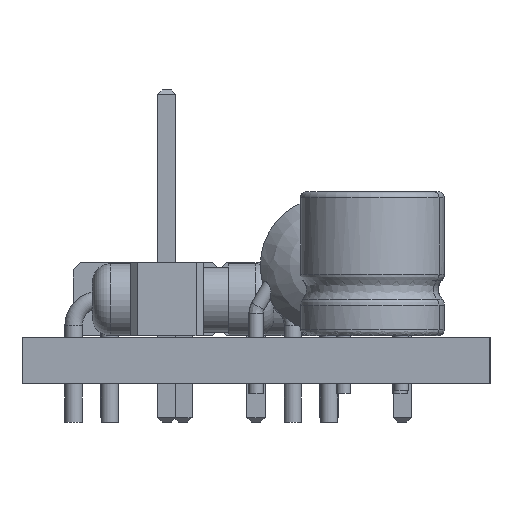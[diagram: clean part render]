
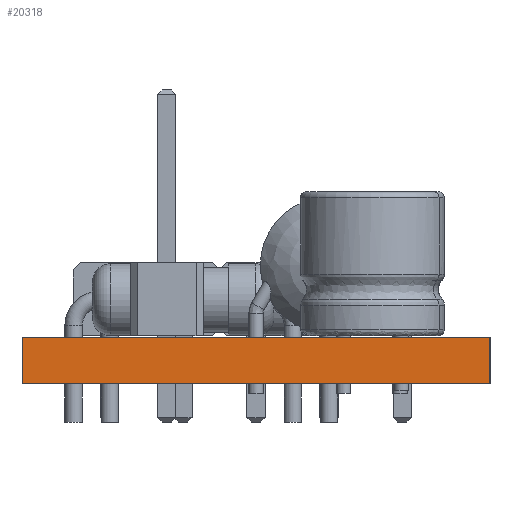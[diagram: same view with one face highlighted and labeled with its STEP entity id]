
A CAD part, left-side view. The second image highlights one B-rep face of the part: STEP entity #20318.
In plain terms, the highlighted planar face has unit normal (-1, 0, 0).
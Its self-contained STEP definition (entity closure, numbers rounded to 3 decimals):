
#20202 = EDGE_CURVE('',#20203,#20205,#20207,.T.);
#20203 = VERTEX_POINT('',#20204);
#20204 = CARTESIAN_POINT('',(84.836,-88.392,0.));
#20205 = VERTEX_POINT('',#20206);
#20206 = CARTESIAN_POINT('',(84.836,-88.392,1.6));
#20207 = SURFACE_CURVE('',#20208,(#20212,#20224),.PCURVE_S1.);
#20208 = LINE('',#20209,#20210);
#20209 = CARTESIAN_POINT('',(84.836,-88.392,0.));
#20210 = VECTOR('',#20211,1.);
#20211 = DIRECTION('',(0.,0.,1.));
#20212 = PCURVE('',#20213,#20218);
#20213 = PLANE('',#20214);
#20214 = AXIS2_PLACEMENT_3D('',#20215,#20216,#20217);
#20215 = CARTESIAN_POINT('',(84.836,-88.392,0.));
#20216 = DIRECTION('',(0.,1.,0.));
#20217 = DIRECTION('',(1.,0.,0.));
#20218 = DEFINITIONAL_REPRESENTATION('',(#20219),#20223);
#20219 = LINE('',#20220,#20221);
#20220 = CARTESIAN_POINT('',(0.,0.));
#20221 = VECTOR('',#20222,1.);
#20222 = DIRECTION('',(0.,-1.));
#20223 = ( GEOMETRIC_REPRESENTATION_CONTEXT(2) 
PARAMETRIC_REPRESENTATION_CONTEXT() REPRESENTATION_CONTEXT('2D SPACE',''
  ) );
#20224 = PCURVE('',#20225,#20230);
#20225 = PLANE('',#20226);
#20226 = AXIS2_PLACEMENT_3D('',#20227,#20228,#20229);
#20227 = CARTESIAN_POINT('',(84.836,-104.648,0.));
#20228 = DIRECTION('',(-1.,0.,0.));
#20229 = DIRECTION('',(0.,1.,0.));
#20230 = DEFINITIONAL_REPRESENTATION('',(#20231),#20235);
#20231 = LINE('',#20232,#20233);
#20232 = CARTESIAN_POINT('',(16.256,0.));
#20233 = VECTOR('',#20234,1.);
#20234 = DIRECTION('',(0.,-1.));
#20235 = ( GEOMETRIC_REPRESENTATION_CONTEXT(2) 
PARAMETRIC_REPRESENTATION_CONTEXT() REPRESENTATION_CONTEXT('2D SPACE',''
  ) );
#20253 = PLANE('',#20254);
#20254 = AXIS2_PLACEMENT_3D('',#20255,#20256,#20257);
#20255 = CARTESIAN_POINT('',(104.648,-96.52,1.6));
#20256 = DIRECTION('',(0.,0.,-1.));
#20257 = DIRECTION('',(-1.,0.,0.));
#20307 = PLANE('',#20308);
#20308 = AXIS2_PLACEMENT_3D('',#20309,#20310,#20311);
#20309 = CARTESIAN_POINT('',(104.648,-96.52,0.));
#20310 = DIRECTION('',(0.,0.,-1.));
#20311 = DIRECTION('',(-1.,0.,0.));
#20318 = ADVANCED_FACE('',(#20319),#20225,.T.);
#20319 = FACE_BOUND('',#20320,.T.);
#20320 = EDGE_LOOP('',(#20321,#20351,#20372,#20373));
#20321 = ORIENTED_EDGE('',*,*,#20322,.T.);
#20322 = EDGE_CURVE('',#20323,#20325,#20327,.T.);
#20323 = VERTEX_POINT('',#20324);
#20324 = CARTESIAN_POINT('',(84.836,-104.648,0.));
#20325 = VERTEX_POINT('',#20326);
#20326 = CARTESIAN_POINT('',(84.836,-104.648,1.6));
#20327 = SURFACE_CURVE('',#20328,(#20332,#20339),.PCURVE_S1.);
#20328 = LINE('',#20329,#20330);
#20329 = CARTESIAN_POINT('',(84.836,-104.648,0.));
#20330 = VECTOR('',#20331,1.);
#20331 = DIRECTION('',(0.,0.,1.));
#20332 = PCURVE('',#20225,#20333);
#20333 = DEFINITIONAL_REPRESENTATION('',(#20334),#20338);
#20334 = LINE('',#20335,#20336);
#20335 = CARTESIAN_POINT('',(0.,0.));
#20336 = VECTOR('',#20337,1.);
#20337 = DIRECTION('',(0.,-1.));
#20338 = ( GEOMETRIC_REPRESENTATION_CONTEXT(2) 
PARAMETRIC_REPRESENTATION_CONTEXT() REPRESENTATION_CONTEXT('2D SPACE',''
  ) );
#20339 = PCURVE('',#20340,#20345);
#20340 = PLANE('',#20341);
#20341 = AXIS2_PLACEMENT_3D('',#20342,#20343,#20344);
#20342 = CARTESIAN_POINT('',(124.46,-104.648,0.));
#20343 = DIRECTION('',(0.,-1.,0.));
#20344 = DIRECTION('',(-1.,0.,0.));
#20345 = DEFINITIONAL_REPRESENTATION('',(#20346),#20350);
#20346 = LINE('',#20347,#20348);
#20347 = CARTESIAN_POINT('',(39.624,0.));
#20348 = VECTOR('',#20349,1.);
#20349 = DIRECTION('',(0.,-1.));
#20350 = ( GEOMETRIC_REPRESENTATION_CONTEXT(2) 
PARAMETRIC_REPRESENTATION_CONTEXT() REPRESENTATION_CONTEXT('2D SPACE',''
  ) );
#20351 = ORIENTED_EDGE('',*,*,#20352,.T.);
#20352 = EDGE_CURVE('',#20325,#20205,#20353,.T.);
#20353 = SURFACE_CURVE('',#20354,(#20358,#20365),.PCURVE_S1.);
#20354 = LINE('',#20355,#20356);
#20355 = CARTESIAN_POINT('',(84.836,-104.648,1.6));
#20356 = VECTOR('',#20357,1.);
#20357 = DIRECTION('',(0.,1.,0.));
#20358 = PCURVE('',#20225,#20359);
#20359 = DEFINITIONAL_REPRESENTATION('',(#20360),#20364);
#20360 = LINE('',#20361,#20362);
#20361 = CARTESIAN_POINT('',(0.,-1.6));
#20362 = VECTOR('',#20363,1.);
#20363 = DIRECTION('',(1.,0.));
#20364 = ( GEOMETRIC_REPRESENTATION_CONTEXT(2) 
PARAMETRIC_REPRESENTATION_CONTEXT() REPRESENTATION_CONTEXT('2D SPACE',''
  ) );
#20365 = PCURVE('',#20253,#20366);
#20366 = DEFINITIONAL_REPRESENTATION('',(#20367),#20371);
#20367 = LINE('',#20368,#20369);
#20368 = CARTESIAN_POINT('',(19.812,-8.128));
#20369 = VECTOR('',#20370,1.);
#20370 = DIRECTION('',(0.,1.));
#20371 = ( GEOMETRIC_REPRESENTATION_CONTEXT(2) 
PARAMETRIC_REPRESENTATION_CONTEXT() REPRESENTATION_CONTEXT('2D SPACE',''
  ) );
#20372 = ORIENTED_EDGE('',*,*,#20202,.F.);
#20373 = ORIENTED_EDGE('',*,*,#20374,.F.);
#20374 = EDGE_CURVE('',#20323,#20203,#20375,.T.);
#20375 = SURFACE_CURVE('',#20376,(#20380,#20387),.PCURVE_S1.);
#20376 = LINE('',#20377,#20378);
#20377 = CARTESIAN_POINT('',(84.836,-104.648,0.));
#20378 = VECTOR('',#20379,1.);
#20379 = DIRECTION('',(0.,1.,0.));
#20380 = PCURVE('',#20225,#20381);
#20381 = DEFINITIONAL_REPRESENTATION('',(#20382),#20386);
#20382 = LINE('',#20383,#20384);
#20383 = CARTESIAN_POINT('',(0.,0.));
#20384 = VECTOR('',#20385,1.);
#20385 = DIRECTION('',(1.,0.));
#20386 = ( GEOMETRIC_REPRESENTATION_CONTEXT(2) 
PARAMETRIC_REPRESENTATION_CONTEXT() REPRESENTATION_CONTEXT('2D SPACE',''
  ) );
#20387 = PCURVE('',#20307,#20388);
#20388 = DEFINITIONAL_REPRESENTATION('',(#20389),#20393);
#20389 = LINE('',#20390,#20391);
#20390 = CARTESIAN_POINT('',(19.812,-8.128));
#20391 = VECTOR('',#20392,1.);
#20392 = DIRECTION('',(0.,1.));
#20393 = ( GEOMETRIC_REPRESENTATION_CONTEXT(2) 
PARAMETRIC_REPRESENTATION_CONTEXT() REPRESENTATION_CONTEXT('2D SPACE',''
  ) );
